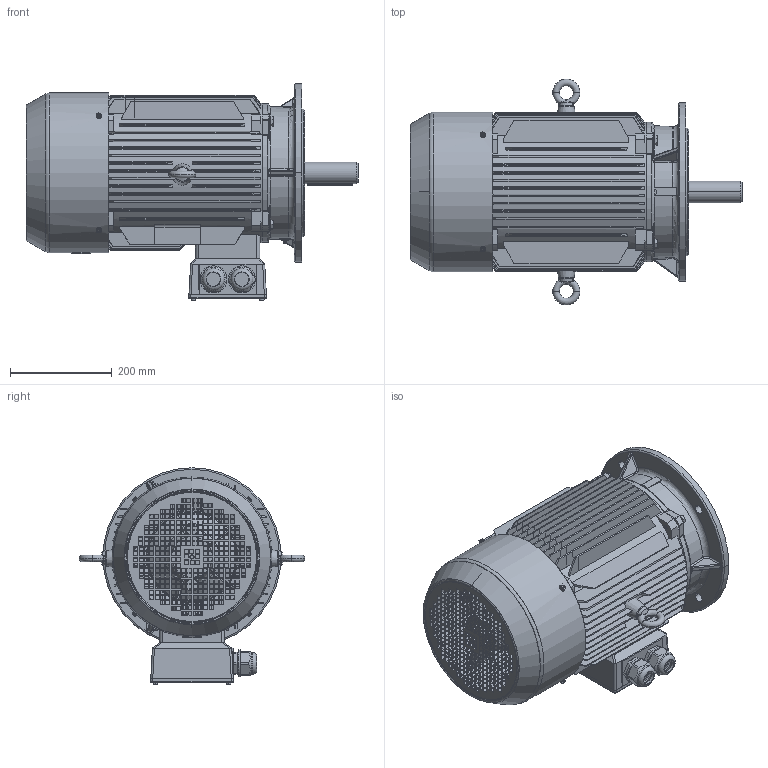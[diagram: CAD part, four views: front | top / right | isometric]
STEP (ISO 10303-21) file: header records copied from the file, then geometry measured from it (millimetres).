
FILE_DESCRIPTION(/* description */ (''),/* implementation_level */ '2;1');
FILE_NAME(/* name */ 'JM1-160L-B5.stp',/* time_stamp */ '2018-12-30T15:43:01+08:00',/* author */ (''),/* organization */ (''),/* preprocessor_version */ 'ST-DEVELOPER v16.7',/* originating_system */ 'SIEMENS PLM Software NX 12.0',/* authorisation */ '');
FILE_SCHEMA (('AP203_CONFIGURATION_CONTROLLED_3D_DESIGN_OF_MECHANICAL_PARTS_AND_ASSEMBLIES_MIM_LF { 1 0 10303 403 2 1 2}'));
Length unit declared in the file: millimetre
Products named in the file (1): JM1-160L-B5
Bounding box: 651.96 x 443.2 x 425 mm (x, y, z)
Volume: 8815672.3 mm3; surface area: 2789718.5 mm2
Topology: 64 solids, 64 shells, 4479 faces, 11800 edges, 7599 vertices
Faces by surface type: plane 2433, cylinder 983, torus 365, bspline 348, cone 332, sphere 18
Full cylindrical faces by diameter (mm): 2 x2, 4.48 x8, 5 x8, 5.3 x4, 5.35 x8, 6 x8, 7 x8, 9.026 x8, 10 x15, 11.2 x8, 16 x1, 27.5 x2, 32.5 x4, 38.75 x12, 40 x4, 41.25 x12, 43.125 x2, 53.125 x2, 132 x1, 311 x1, 314 x1
Entity records: 157080 total; most frequent: CARTESIAN_POINT 47031, ORIENTED_EDGE 22830, DIRECTION 20642, EDGE_CURVE 11415, VERTEX_POINT 7460, AXIS2_PLACEMENT_3D 6973, LINE 6696, VECTOR 6696
